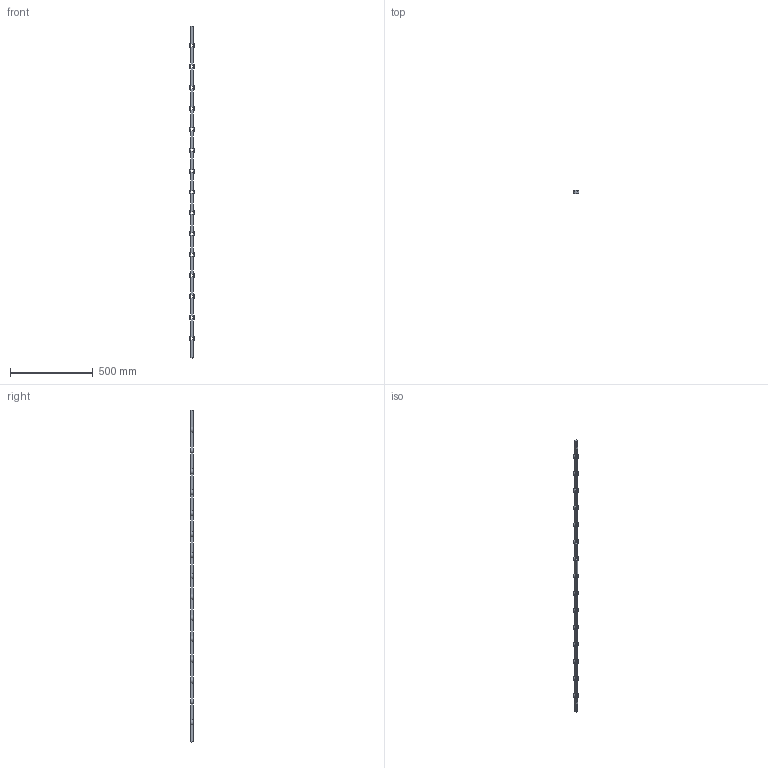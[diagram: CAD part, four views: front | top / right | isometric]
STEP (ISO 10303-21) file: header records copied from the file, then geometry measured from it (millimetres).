
FILE_DESCRIPTION (( 'STEP AP203' ), '1' );
FILE_NAME ('42-A-6.STEP', '2016-07-04T06:33:33', ( '' ), ( '' ), 'SwSTEP 2.0', 'SolidWorks 2015', '' );
FILE_SCHEMA (( 'CONFIG_CONTROL_DESIGN' ));
Length unit declared in the file: millimetre
Products named in the file (1): 42-A-6
Bounding box: 33.88 x 16 x 2000 mm (x, y, z)
Volume: 542893.6 mm3; surface area: 150980.4 mm2
Topology: 1 solids, 1 shells, 304 faces, 846 edges, 564 vertices
Faces by surface type: plane 211, bspline 63, cylinder 30
Entity records: 12901 total; most frequent: CARTESIAN_POINT 5330, ORIENTED_EDGE 1692, DIRECTION 1264, EDGE_CURVE 846, LINE 660, VECTOR 660, VERTEX_POINT 564, EDGE_LOOP 354
